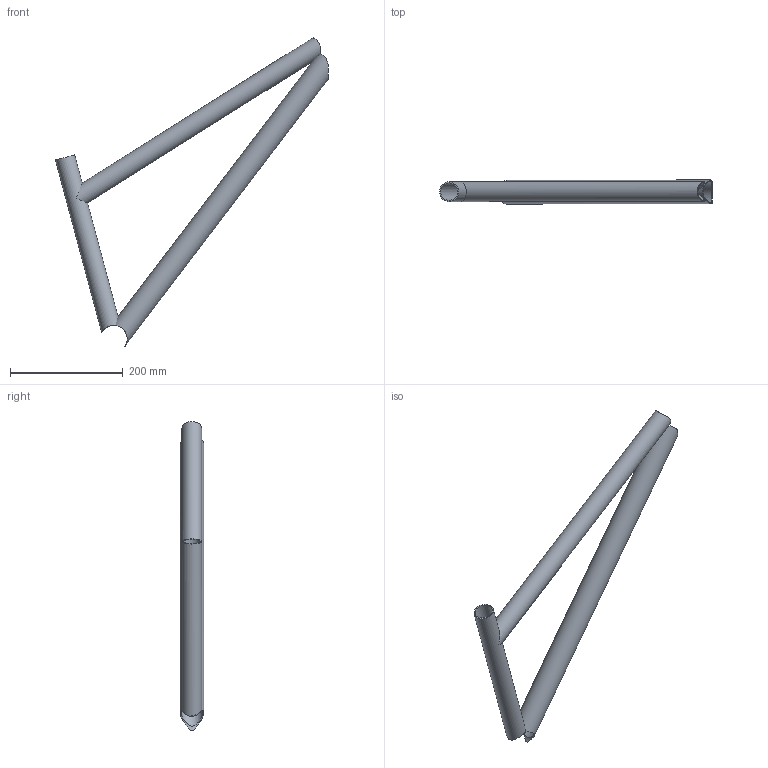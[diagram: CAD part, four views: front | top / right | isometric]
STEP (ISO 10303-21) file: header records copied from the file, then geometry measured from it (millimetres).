
FILE_DESCRIPTION(('FreeCAD Model'),'2;1');
FILE_NAME('Tubes.step', '2020-10-29T11:55:43',('Author'),(''), 'Open CASCADE STEP processor 7.3','FreeCAD','Unknown');
FILE_SCHEMA(('AUTOMOTIVE_DESIGN { 1 0 10303 214 1 1 1 1 }'));
Length unit declared in the file: millimetre
Products named in the file (3): 001_35x32_ALUMINIUM_6061_T6; 002_42x38_ALUMINIUM_6061_T6; 003_35x31_ALUMINIUM_6061_T6
Bounding box: 483.58 x 41.99 x 546.87 mm (x, y, z)
Volume: 291050.3 mm3; surface area: 318802.3 mm2
Topology: 3 solids, 3 shells, 22 faces, 69 edges, 46 vertices
Faces by surface type: cylinder 14, plane 4, cone 4
Full cylindrical faces by diameter (mm): 10 x1, 31 x1, 32 x1, 35 x2, 38 x1, 42 x1
Entity records: 9084 total; most frequent: CARTESIAN_POINT 7908, B_SPLINE_CURVE_WITH_KNOTS 139, ORIENTED_EDGE 138, PCURVE 138, DEFINITIONAL_REPRESENTATION 138, DIRECTION 121, EDGE_CURVE 69, SURFACE_CURVE 60
